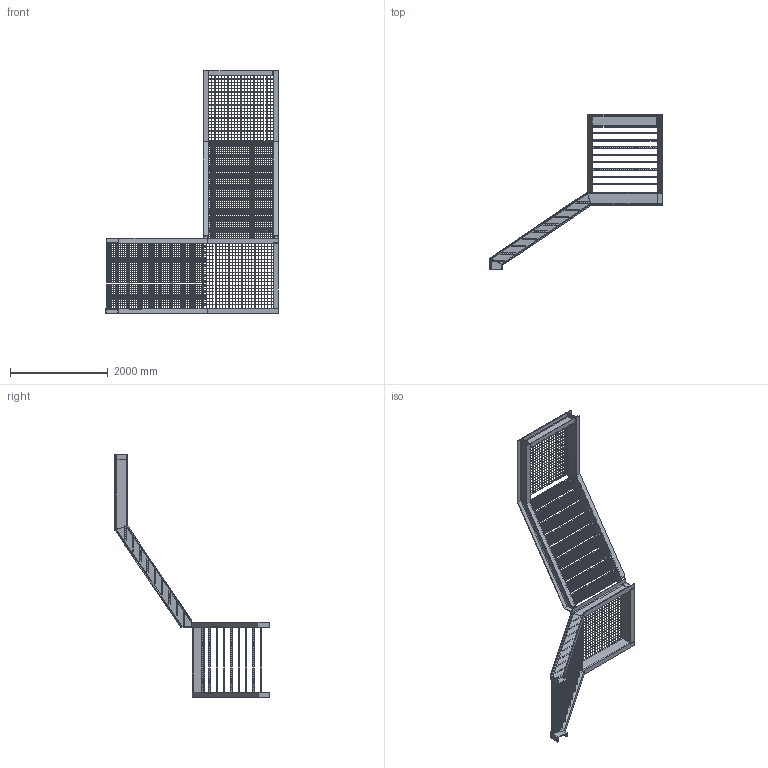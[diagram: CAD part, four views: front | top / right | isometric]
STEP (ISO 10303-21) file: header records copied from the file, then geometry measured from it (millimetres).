
FILE_DESCRIPTION(('FreeCAD Model'),'2;1');
FILE_NAME('Open CASCADE Shape Model','2025-05-01T06:05:33',('FreeCAD'),( 'FreeCAD'),'Open CASCADE STEP processor 7.6','FreeCAD','Unknown');
FILE_SCHEMA(('AUTOMOTIVE_DESIGN { 1 0 10303 214 1 1 1 1 }'));
Products named in the file (1): Open CASCADE STEP translator 7.6 1
Bounding box: 3536.7 x 3164.41 x 4972.65 mm (x, y, z)
Volume: 117351559.7 mm3; surface area: 36655740.6 mm2
Topology: 862 solids, 862 shells, 5246 faces, 10566 edges, 7044 vertices
Faces by surface type: bspline 5246
Entity records: 121216 total; most frequent: CARTESIAN_POINT 49257, ORIENTED_EDGE 21132, EDGE_CURVE 10566, B_SPLINE_CURVE_WITH_KNOTS 10518, VERTEX_POINT 7044, ADVANCED_FACE 5246, FACE_BOUND 5246, EDGE_LOOP 5246
